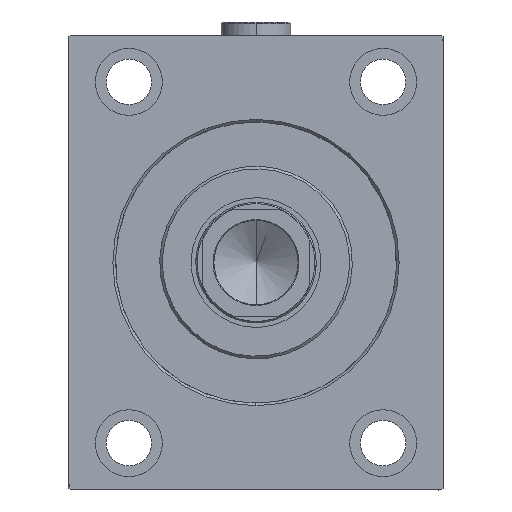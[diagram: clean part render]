
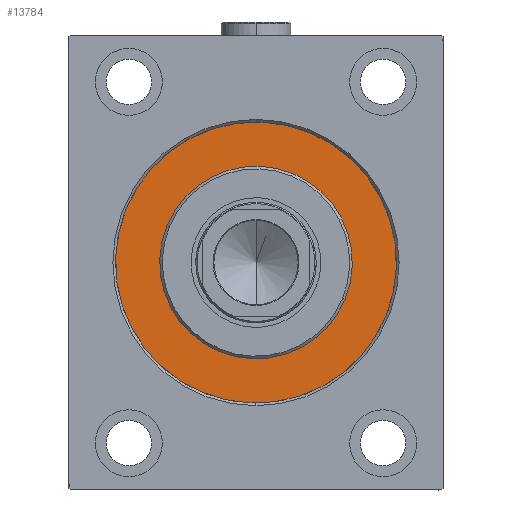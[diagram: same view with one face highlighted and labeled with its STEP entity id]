
A CAD part, left-side view. The second image highlights one B-rep face of the part: STEP entity #13784.
In plain terms, the highlighted face is planar.
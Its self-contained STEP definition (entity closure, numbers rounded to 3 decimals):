
#271 = CARTESIAN_POINT ( 'NONE',  ( 0., 0., 0. ) ) ;
#522 = EDGE_LOOP ( 'NONE', ( #42165, #13815 ) ) ;
#3151 = FACE_BOUND ( 'NONE', #522, .T. ) ;
#3345 = DIRECTION ( 'NONE',  ( 1., 0., 0. ) ) ;
#3411 = DIRECTION ( 'NONE',  ( -1., 0., 0. ) ) ;
#4675 = EDGE_CURVE ( 'NONE', #44786, #43450, #20304, .T. ) ;
#5132 = AXIS2_PLACEMENT_3D ( 'NONE', #36398, #8780, #5797 ) ;
#5797 = DIRECTION ( 'NONE',  ( 0., 0., 1. ) ) ;
#6119 = DIRECTION ( 'NONE',  ( -1., 0., 0. ) ) ;
#8780 = DIRECTION ( 'NONE',  ( -1., 0., 0. ) ) ;
#9990 = CARTESIAN_POINT ( 'NONE',  ( 0., 0., 0. ) ) ;
#10413 = DIRECTION ( 'NONE',  ( 0., 0., -1. ) ) ;
#11202 = DIRECTION ( 'NONE',  ( 1., 0., 0. ) ) ;
#11289 = ORIENTED_EDGE ( 'NONE', *, *, #4675, .F. ) ;
#11780 = EDGE_CURVE ( 'NONE', #22959, #14826, #15305, .T. ) ;
#13784 = ADVANCED_FACE ( 'NONE', ( #3151, #44691 ), #23461, .F. ) ;
#13815 = ORIENTED_EDGE ( 'NONE', *, *, #37228, .F. ) ;
#14826 = VERTEX_POINT ( 'NONE', #30971 ) ;
#15305 = CIRCLE ( 'NONE', #37161, 36. ) ;
#17522 = DIRECTION ( 'NONE',  ( 0., 0., 1. ) ) ;
#17568 = ORIENTED_EDGE ( 'NONE', *, *, #44292, .F. ) ;
#20304 = CIRCLE ( 'NONE', #28338, 52.5 ) ;
#21571 = CARTESIAN_POINT ( 'NONE',  ( 0., 0., 0. ) ) ;
#22959 = VERTEX_POINT ( 'NONE', #43411 ) ;
#23021 = EDGE_LOOP ( 'NONE', ( #11289, #17568 ) ) ;
#23461 = PLANE ( 'NONE',  #24853 ) ;
#24412 = DIRECTION ( 'NONE',  ( 0., 0., 1. ) ) ;
#24853 = AXIS2_PLACEMENT_3D ( 'NONE', #9990, #6119, #17522 ) ;
#25899 = CARTESIAN_POINT ( 'NONE',  ( 0., 0., 52.5 ) ) ;
#28338 = AXIS2_PLACEMENT_3D ( 'NONE', #34675, #3411, #24412 ) ;
#30971 = CARTESIAN_POINT ( 'NONE',  ( 0., 0., -36. ) ) ;
#31172 = CIRCLE ( 'NONE', #36277, 36. ) ;
#31510 = CARTESIAN_POINT ( 'NONE',  ( 0., 0., -52.5 ) ) ;
#32821 = CIRCLE ( 'NONE', #5132, 52.5 ) ;
#34675 = CARTESIAN_POINT ( 'NONE',  ( 0., 0., 0. ) ) ;
#36277 = AXIS2_PLACEMENT_3D ( 'NONE', #21571, #3345, #10413 ) ;
#36398 = CARTESIAN_POINT ( 'NONE',  ( 0., 0., 0. ) ) ;
#37161 = AXIS2_PLACEMENT_3D ( 'NONE', #271, #11202, #38588 ) ;
#37228 = EDGE_CURVE ( 'NONE', #14826, #22959, #31172, .T. ) ;
#38588 = DIRECTION ( 'NONE',  ( 0., 0., -1. ) ) ;
#42165 = ORIENTED_EDGE ( 'NONE', *, *, #11780, .F. ) ;
#43411 = CARTESIAN_POINT ( 'NONE',  ( 0., 0., 36. ) ) ;
#43450 = VERTEX_POINT ( 'NONE', #25899 ) ;
#44292 = EDGE_CURVE ( 'NONE', #43450, #44786, #32821, .T. ) ;
#44691 = FACE_OUTER_BOUND ( 'NONE', #23021, .T. ) ;
#44786 = VERTEX_POINT ( 'NONE', #31510 ) ;
